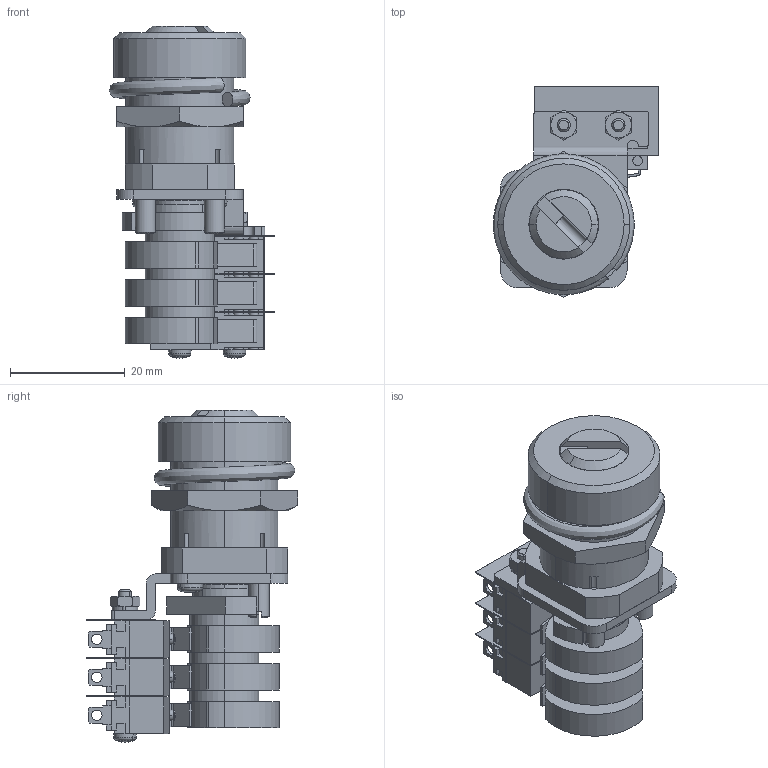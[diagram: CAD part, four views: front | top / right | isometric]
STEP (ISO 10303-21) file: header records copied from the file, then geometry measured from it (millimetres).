
FILE_DESCRIPTION (( 'STEP AP203' ), '1' );
FILE_NAME ('S-388-90-E-3.STEP', '2019-07-22T02:35:57', ( '' ), ( '' ), 'SwSTEP 2.0', 'SolidWorks 2014', '' );
FILE_SCHEMA (( 'CONFIG_CONTROL_DESIGN' ));
Length unit declared in the file: millimetre
Products named in the file (18): S-388-90-E-3_化粧リング_; S-388-90-E-3_スプリングワッシャー_M2.3_; S-388-90-E-3; S-388-90-E-3_六角ナット_M19_; S-388-90-E-3_マイクロスイッチ_; S-388-90-E-3_ストッパーピン_; S-388-90-E-3_十字穴付なべ小ねじ_M2.3_; S-388-90-E-3_ローター_; S-388-90-E-3_ナット_M2.3_; S-388-90-E-3_取付け板_; S-388-90-E-3_インシュレータ_; S-388-90-E-3_ハウジング_; S-388-90-E-3_ストッパーカム_; S-388-90-E-3_十字穴付小ねじ_内径基準ver1.02__M3x25十字穴付なべ小ねじ(鉄)ダブルセムス(P3); S-388-90-E-3_リングワッシャー_; S-388-90-E-3_120亱僇儉_; S-388-90-E-3_十字穴付小ねじ_内径基準ver1.02__M2.6x6十字穴付なべ小ねじ(鉄); S-388-90-E-3_マイクロスイッチAssy_
Assembly tree (24 placements, depth 3):
  S-388-90-E-3
    S-388-90-E-3_ハウジング_
    S-388-90-E-3_化粧リング_
    S-388-90-E-3_ローター_
    S-388-90-E-3_リングワッシャー_
    S-388-90-E-3_六角ナット_M19_
    S-388-90-E-3_取付け板_
    S-388-90-E-3_十字穴付小ねじ_内径基準ver1.02__M2.6x6十字穴付なべ小ねじ(鉄)  x2
    S-388-90-E-3_ストッパーピン_  x2
    S-388-90-E-3_ストッパーカム_
    S-388-90-E-3_スプリングワッシャー_M2.3_  x2
    S-388-90-E-3_ナット_M2.3_  x2
    S-388-90-E-3_マイクロスイッチAssy_  x3
      S-388-90-E-3_120亱僇儉_
      S-388-90-E-3_マイクロスイッチ_
      S-388-90-E-3_インシュレータ_
    S-388-90-E-3_十字穴付なべ小ねじ_M2.3_  x2
    S-388-90-E-3_十字穴付小ねじ_内径基準ver1.02__M3x25十字穴付なべ小ねじ(鉄)ダブルセムス(P3)
Bounding box: 28.75 x 36.7 x 57.74 mm (x, y, z)
Volume: 18636.1 mm3; surface area: 18903.5 mm2
Topology: 27 solids, 27 shells, 989 faces, 2596 edges, 1699 vertices
Faces by surface type: plane 626, cylinder 247, cone 82, torus 16, sphere 16, bspline 2
Entity records: 18548 total; most frequent: CARTESIAN_POINT 3470, DIRECTION 2756, ORIENTED_EDGE 2676, EDGE_CURVE 1338, AXIS2_PLACEMENT_3D 965, VERTEX_POINT 873, LINE 826, VECTOR 826
